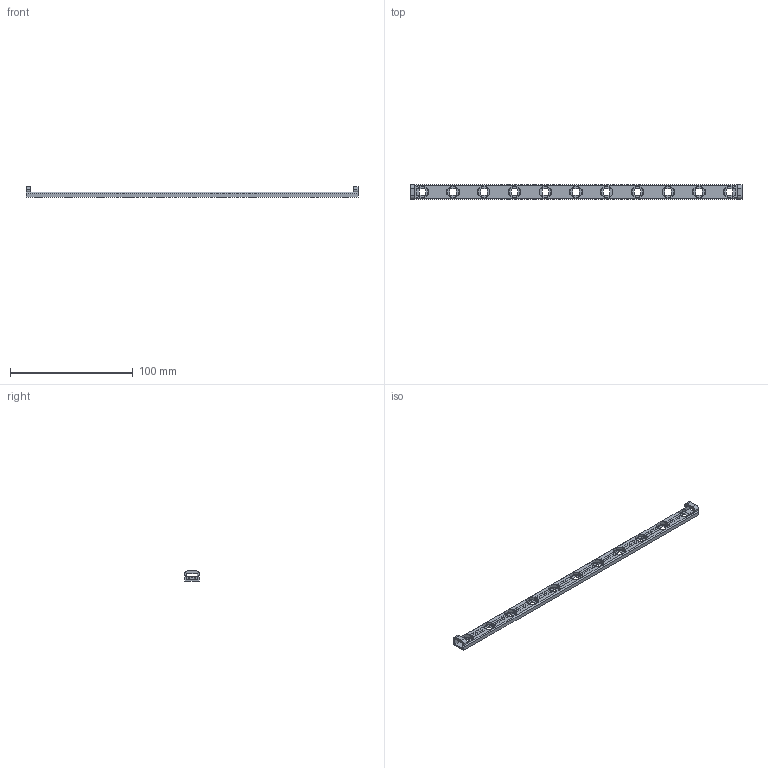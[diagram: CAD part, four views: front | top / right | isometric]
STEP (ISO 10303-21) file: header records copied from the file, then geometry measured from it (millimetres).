
FILE_DESCRIPTION (( 'STEP AP203' ), '1' );
FILE_NAME ('Neo Pixel SK6812 RGBW LED Strip 270.STEP', '2025-07-27T22:40:53', ( '' ), ( '' ), 'SwSTEP 2.0', 'SolidWorks 2025', '' );
FILE_SCHEMA (( 'CONFIG_CONTROL_DESIGN' ));
Length unit declared in the file: millimetre
Products named in the file (1): Neo Pixel SK6812 RGBW LED Strip 270
Bounding box: 270 x 12 x 8.5 mm (x, y, z)
Volume: 9344.9 mm3; surface area: 10628 mm2
Topology: 1 solids, 1 shells, 418 faces, 1371 edges, 902 vertices
Faces by surface type: plane 350, cylinder 68
Entity records: 14912 total; most frequent: CARTESIAN_POINT 3292, ORIENTED_EDGE 2742, DIRECTION 2025, EDGE_CURVE 1371, VECTOR 1155, LINE 1155, VERTEX_POINT 902, EDGE_LOOP 451
